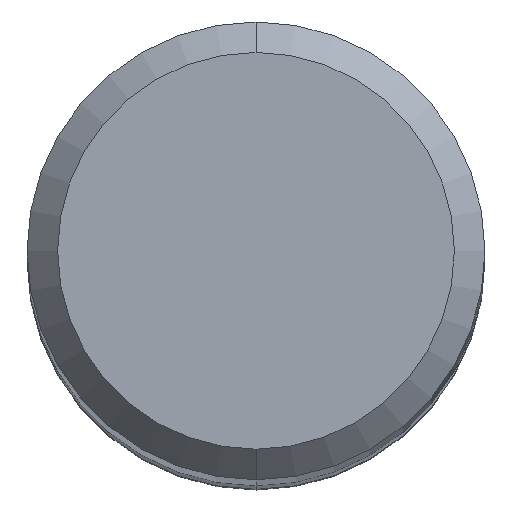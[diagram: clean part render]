
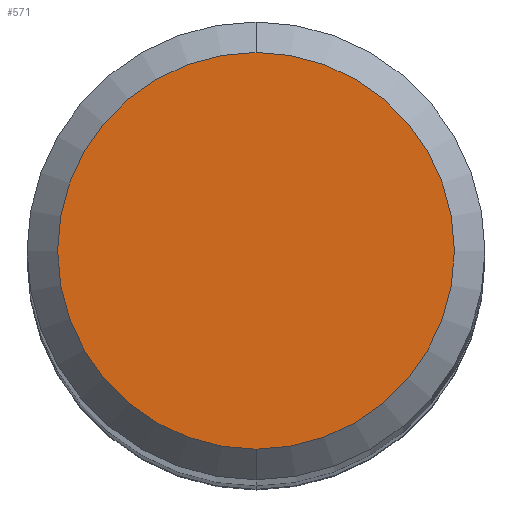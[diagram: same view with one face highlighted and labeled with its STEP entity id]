
A CAD part, top view. The second image highlights one B-rep face of the part: STEP entity #571.
In plain terms, the highlighted planar face has unit normal (0, 0, 1).
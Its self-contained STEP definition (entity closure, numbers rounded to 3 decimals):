
#249=EDGE_CURVE('',#471,#379,#641,.T.);
#379=VERTEX_POINT('',#785);
#409=EDGE_CURVE('',#379,#471,#817,.T.);
#471=VERTEX_POINT('',#884);
#571=ADVANCED_FACE('',(#998),#999,.T.);
#641=CIRCLE('',#1095,2.6);
#785=CARTESIAN_POINT('',(0.,-2.6,0.0));
#817=CIRCLE('',#1481,2.6);
#884=CARTESIAN_POINT('',(0.0,2.6,0.0));
#998=FACE_OUTER_BOUND('',#1747,.T.);
#999=PLANE('',#1748);
#1095=AXIS2_PLACEMENT_3D('',#1833,#1834,#1835);
#1481=AXIS2_PLACEMENT_3D('',#2028,#2029,#2030);
#1747=EDGE_LOOP('',(#2239,#2240));
#1748=AXIS2_PLACEMENT_3D('',#2241,#2242,#2243);
#1833=CARTESIAN_POINT('',(0.0,0.0,0.0));
#1834=DIRECTION('',(0.0,0.0,-1.0));
#1835=DIRECTION('',(0.0,1.0,0.0));
#2028=CARTESIAN_POINT('',(0.0,0.0,0.0));
#2029=DIRECTION('',(0.0,0.0,-1.0));
#2030=DIRECTION('',(0.0,1.0,0.0));
#2239=ORIENTED_EDGE('',*,*,#249,.F.);
#2240=ORIENTED_EDGE('',*,*,#409,.F.);
#2241=CARTESIAN_POINT('',(0.0,1.3,0.0));
#2242=DIRECTION('',(-0.0,0.0,1.0));
#2243=DIRECTION('',(0.0,-1.0,0.0));
